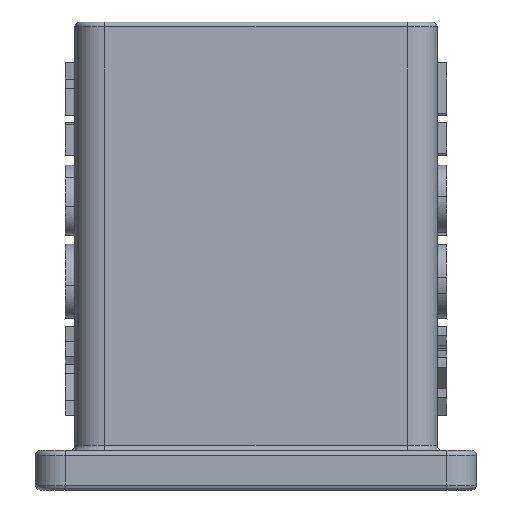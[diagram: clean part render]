
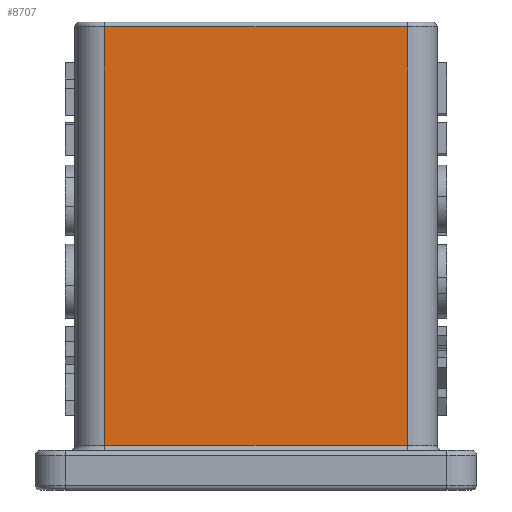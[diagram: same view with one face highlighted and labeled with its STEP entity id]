
A CAD part, left-side view. The second image highlights one B-rep face of the part: STEP entity #8707.
In plain terms, the highlighted planar face has unit normal (-1, 0, 0).
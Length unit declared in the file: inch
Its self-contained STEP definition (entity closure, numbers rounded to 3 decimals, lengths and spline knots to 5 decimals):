
#5026 = CARTESIAN_POINT ( 'NONE',  ( -0.1975, -0.01, -0.428 ) ) ;
#5030 = DIRECTION ( 'NONE',  ( -1., 0., 0. ) ) ;
#5035 = CARTESIAN_POINT ( 'NONE',  ( -0.1975, 0.296, -0.005 ) ) ;
#5048 = CARTESIAN_POINT ( 'NONE',  ( -0.1975, -0.01, -0.005 ) ) ;
#5049 = AXIS2_PLACEMENT_3D ( 'NONE', #5083, #5030, #5079 ) ;
#5050 = FACE_OUTER_BOUND ( 'NONE', #8689, .T. ) ;
#5066 = PLANE ( 'NONE',  #5049 ) ;
#5079 = DIRECTION ( 'NONE',  ( 0., 0., 1. ) ) ;
#5083 = CARTESIAN_POINT ( 'NONE',  ( -0.1975, -0.04, -0.433 ) ) ;
#5109 = DIRECTION ( 'NONE',  ( 0., 0., -1. ) ) ;
#5110 = VECTOR ( 'NONE', #5109, 39.37008 ) ;
#5111 = CARTESIAN_POINT ( 'NONE',  ( -0.1975, 0.296, -0.433 ) ) ;
#5112 = LINE ( 'NONE', #5111, #5110 ) ;
#5113 = DIRECTION ( 'NONE',  ( 0., 1., 0. ) ) ;
#5114 = VECTOR ( 'NONE', #5113, 39.37008 ) ;
#5115 = CARTESIAN_POINT ( 'NONE',  ( -0.1975, -0.04, -0.005 ) ) ;
#5116 = LINE ( 'NONE', #5115, #5114 ) ;
#5117 = DIRECTION ( 'NONE',  ( 0., -1., 0. ) ) ;
#5118 = VECTOR ( 'NONE', #5117, 39.37008 ) ;
#5119 = CARTESIAN_POINT ( 'NONE',  ( -0.1975, -0.01, -0.428 ) ) ;
#5120 = LINE ( 'NONE', #5119, #5118 ) ;
#5122 = DIRECTION ( 'NONE',  ( 0., 0., 1. ) ) ;
#5123 = VECTOR ( 'NONE', #5122, 39.37008 ) ;
#5124 = CARTESIAN_POINT ( 'NONE',  ( -0.1975, -0.01, -0.433 ) ) ;
#5125 = LINE ( 'NONE', #5124, #5123 ) ;
#8323 = CARTESIAN_POINT ( 'NONE',  ( -0.1975, 0.296, -0.428 ) ) ;
#8680 = VERTEX_POINT ( 'NONE', #8323 ) ;
#8689 = EDGE_LOOP ( 'NONE', ( #8696, #8728, #8714, #8725 ) ) ;
#8696 = ORIENTED_EDGE ( 'NONE', *, *, #8733, .T. ) ;
#8700 = VERTEX_POINT ( 'NONE', #5026 ) ;
#8707 = ADVANCED_FACE ( 'NONE', ( #5050 ), #5066, .T. ) ;
#8708 = VERTEX_POINT ( 'NONE', #5048 ) ;
#8711 = VERTEX_POINT ( 'NONE', #5035 ) ;
#8714 = ORIENTED_EDGE ( 'NONE', *, *, #8730, .T. ) ;
#8725 = ORIENTED_EDGE ( 'NONE', *, *, #8732, .T. ) ;
#8728 = ORIENTED_EDGE ( 'NONE', *, *, #8731, .T. ) ;
#8730 = EDGE_CURVE ( 'NONE', #8700, #8708, #5125, .T. ) ;
#8731 = EDGE_CURVE ( 'NONE', #8680, #8700, #5120, .T. ) ;
#8732 = EDGE_CURVE ( 'NONE', #8708, #8711, #5116, .T. ) ;
#8733 = EDGE_CURVE ( 'NONE', #8711, #8680, #5112, .T. ) ;
